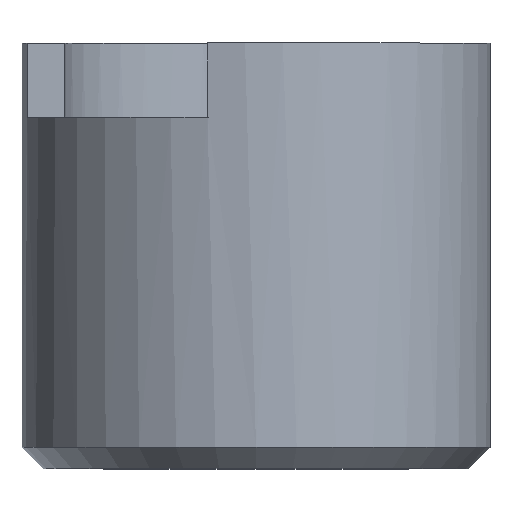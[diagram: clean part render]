
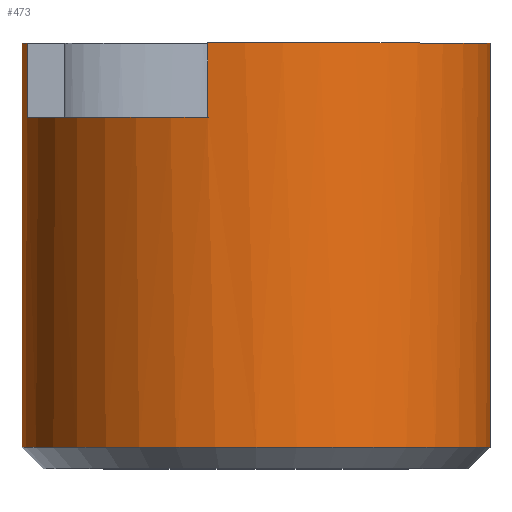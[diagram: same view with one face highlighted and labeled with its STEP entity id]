
A CAD part, top view. The second image highlights one B-rep face of the part: STEP entity #473.
In plain terms, the highlighted cylindrical face has radius 11 mm (diameter 22 mm), a full revolution.
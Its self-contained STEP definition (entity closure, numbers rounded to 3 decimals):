
#16=CYLINDRICAL_SURFACE('',#528,11.);
#43=CIRCLE('',#519,11.);
#48=CIRCLE('',#526,11.);
#50=CIRCLE('',#529,11.);
#51=CIRCLE('',#530,11.);
#52=CIRCLE('',#531,11.);
#53=CIRCLE('',#532,11.);
#54=CIRCLE('',#533,11.);
#86=FACE_OUTER_BOUND('',#113,.T.);
#113=EDGE_LOOP('',(#347,#348,#349,#350,#351,#352,#353,#354,#355,#356,#357,
#358,#359));
#144=LINE('',#746,#173);
#148=LINE('',#755,#177);
#152=LINE('',#764,#181);
#156=LINE('',#782,#185);
#158=LINE('',#797,#187);
#173=VECTOR('',#583,10.);
#177=VECTOR('',#589,10.);
#181=VECTOR('',#595,10.);
#185=VECTOR('',#613,10.);
#187=VECTOR('',#631,11.);
#202=VERTEX_POINT('',#743);
#203=VERTEX_POINT('',#745);
#206=VERTEX_POINT('',#752);
#207=VERTEX_POINT('',#754);
#210=VERTEX_POINT('',#761);
#211=VERTEX_POINT('',#763);
#217=VERTEX_POINT('',#779);
#218=VERTEX_POINT('',#781);
#222=VERTEX_POINT('',#794);
#223=VERTEX_POINT('',#796);
#224=VERTEX_POINT('',#798);
#250=EDGE_CURVE('',#203,#202,#144,.T.);
#254=EDGE_CURVE('',#207,#206,#148,.T.);
#258=EDGE_CURVE('',#211,#210,#152,.T.);
#263=EDGE_CURVE('',#202,#211,#43,.T.);
#267=EDGE_CURVE('',#218,#217,#156,.T.);
#272=EDGE_CURVE('',#217,#207,#48,.T.);
#274=EDGE_CURVE('',#222,#206,#50,.T.);
#275=EDGE_CURVE('',#222,#223,#158,.T.);
#276=EDGE_CURVE('',#223,#224,#51,.T.);
#277=EDGE_CURVE('',#224,#223,#52,.T.);
#278=EDGE_CURVE('',#203,#222,#53,.T.);
#279=EDGE_CURVE('',#218,#210,#54,.T.);
#347=ORIENTED_EDGE('',*,*,#267,.T.);
#348=ORIENTED_EDGE('',*,*,#272,.T.);
#349=ORIENTED_EDGE('',*,*,#254,.T.);
#350=ORIENTED_EDGE('',*,*,#274,.F.);
#351=ORIENTED_EDGE('',*,*,#275,.T.);
#352=ORIENTED_EDGE('',*,*,#276,.T.);
#353=ORIENTED_EDGE('',*,*,#277,.T.);
#354=ORIENTED_EDGE('',*,*,#275,.F.);
#355=ORIENTED_EDGE('',*,*,#278,.F.);
#356=ORIENTED_EDGE('',*,*,#250,.T.);
#357=ORIENTED_EDGE('',*,*,#263,.T.);
#358=ORIENTED_EDGE('',*,*,#258,.T.);
#359=ORIENTED_EDGE('',*,*,#279,.F.);
#473=ADVANCED_FACE('',(#86),#16,.T.);
#519=AXIS2_PLACEMENT_3D('',#772,#605,#606);
#526=AXIS2_PLACEMENT_3D('',#790,#623,#624);
#528=AXIS2_PLACEMENT_3D('',#793,#627,#628);
#529=AXIS2_PLACEMENT_3D('',#795,#629,#630);
#530=AXIS2_PLACEMENT_3D('',#799,#632,#633);
#531=AXIS2_PLACEMENT_3D('',#800,#634,#635);
#532=AXIS2_PLACEMENT_3D('',#801,#636,#637);
#533=AXIS2_PLACEMENT_3D('',#802,#638,#639);
#583=DIRECTION('',(0.,-1.,0.));
#589=DIRECTION('',(0.,1.,0.));
#595=DIRECTION('',(0.,1.,0.));
#605=DIRECTION('center_axis',(0.,-1.,0.));
#606=DIRECTION('ref_axis',(-1.,0.,0.));
#613=DIRECTION('',(0.,-1.,0.));
#623=DIRECTION('center_axis',(0.,-1.,0.));
#624=DIRECTION('ref_axis',(-1.,0.,0.));
#627=DIRECTION('center_axis',(0.,1.,0.));
#628=DIRECTION('ref_axis',(-1.,0.,0.));
#629=DIRECTION('center_axis',(0.,1.,0.));
#630=DIRECTION('ref_axis',(1.,0.,0.));
#631=DIRECTION('',(0.,-1.,0.));
#632=DIRECTION('center_axis',(0.,1.,0.));
#633=DIRECTION('ref_axis',(1.,0.,0.));
#634=DIRECTION('center_axis',(0.,1.,0.));
#635=DIRECTION('ref_axis',(1.,0.,0.));
#636=DIRECTION('center_axis',(0.,1.,0.));
#637=DIRECTION('ref_axis',(1.,0.,0.));
#638=DIRECTION('center_axis',(0.,1.,0.));
#639=DIRECTION('ref_axis',(1.,0.,0.));
#743=CARTESIAN_POINT('',(-2.277,16.5,10.762));
#745=CARTESIAN_POINT('',(-2.277,20.,10.762));
#746=CARTESIAN_POINT('',(-2.277,10.5,10.762));
#752=CARTESIAN_POINT('',(10.762,20.,-2.277));
#754=CARTESIAN_POINT('',(10.762,16.5,-2.277));
#755=CARTESIAN_POINT('',(10.762,10.5,-2.277));
#761=CARTESIAN_POINT('',(-10.762,20.,2.277));
#763=CARTESIAN_POINT('',(-10.762,16.5,2.277));
#764=CARTESIAN_POINT('',(-10.762,10.5,2.277));
#772=CARTESIAN_POINT('Origin',(0.,16.5,0.));
#779=CARTESIAN_POINT('',(2.277,16.5,-10.762));
#781=CARTESIAN_POINT('',(2.277,20.,-10.762));
#782=CARTESIAN_POINT('',(2.277,10.5,-10.762));
#790=CARTESIAN_POINT('Origin',(0.,16.5,0.));
#793=CARTESIAN_POINT('Origin',(0.,10.5,0.));
#794=CARTESIAN_POINT('',(11.,20.,0.));
#795=CARTESIAN_POINT('Origin',(0.,20.,0.));
#796=CARTESIAN_POINT('',(11.,1.,0.));
#797=CARTESIAN_POINT('',(11.,10.5,0.));
#798=CARTESIAN_POINT('',(-11.,1.,0.));
#799=CARTESIAN_POINT('Origin',(0.,1.,0.));
#800=CARTESIAN_POINT('Origin',(0.,1.,0.));
#801=CARTESIAN_POINT('Origin',(0.,20.,0.));
#802=CARTESIAN_POINT('Origin',(0.,20.,0.));
